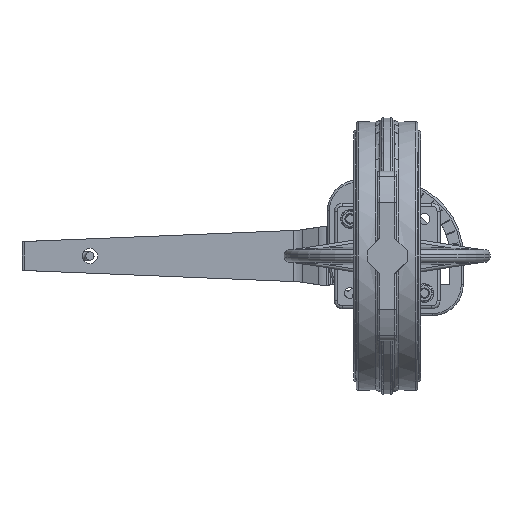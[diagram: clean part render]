
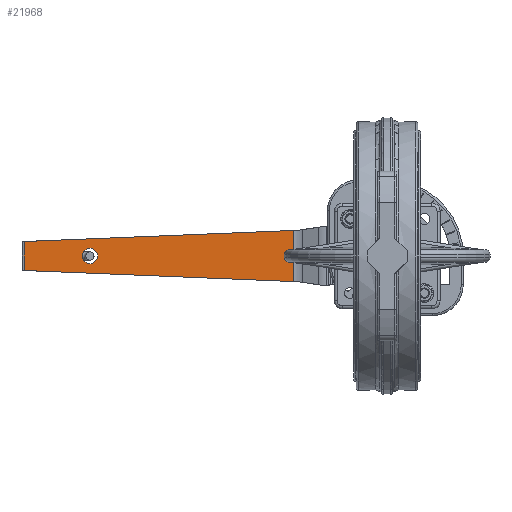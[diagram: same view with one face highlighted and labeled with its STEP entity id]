
A CAD part, front view. The second image highlights one B-rep face of the part: STEP entity #21968.
In plain terms, the highlighted planar face has unit normal (0, -1, 0).
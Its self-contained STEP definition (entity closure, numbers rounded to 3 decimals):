
#21755=CARTESIAN_POINT('',(-353.,263.5,-14.082));
#21756=VERTEX_POINT('',#21755);
#21757=CARTESIAN_POINT('',(-353.,263.5,14.082));
#21758=VERTEX_POINT('',#21757);
#21759=CARTESIAN_POINT('',(-353.,263.5,-14.082));
#21760=DIRECTION('',(0.0,0.0,1.0));
#21761=VECTOR('',#21760,28.164);
#21762=LINE('',#21759,#21761);
#21763=EDGE_CURVE('',#21756,#21758,#21762,.T.);
#21898=CARTESIAN_POINT('',(-90.765,263.5,24.825));
#21899=VERTEX_POINT('',#21898);
#21900=CARTESIAN_POINT('',(-90.765,263.5,24.825));
#21901=DIRECTION('',(-0.999,0.0,-0.041));
#21902=VECTOR('',#21901,262.455);
#21903=LINE('',#21900,#21902);
#21904=EDGE_CURVE('',#21899,#21758,#21903,.T.);
#21934=CARTESIAN_POINT('',(-86.5,263.5,-25.));
#21935=DIRECTION('',(0.0,-1.0,0.0));
#21936=DIRECTION('',(0.0,0.0,-1.0));
#21937=AXIS2_PLACEMENT_3D('',#21934,#21935,#21936);
#21938=PLANE('',#21937);
#21939=ORIENTED_EDGE('',*,*,#21763,.F.);
#21940=CARTESIAN_POINT('',(-90.765,263.5,-24.825));
#21941=VERTEX_POINT('',#21940);
#21942=CARTESIAN_POINT('',(-90.765,263.5,-24.825));
#21943=DIRECTION('',(-0.999,0.0,0.041));
#21944=VECTOR('',#21943,262.455);
#21945=LINE('',#21942,#21944);
#21946=EDGE_CURVE('',#21941,#21756,#21945,.T.);
#21947=ORIENTED_EDGE('',*,*,#21946,.F.);
#21948=CARTESIAN_POINT('',(-90.765,263.5,24.825));
#21949=DIRECTION('',(0.0,0.0,-1.0));
#21950=VECTOR('',#21949,49.651);
#21951=LINE('',#21948,#21950);
#21952=EDGE_CURVE('',#21899,#21941,#21951,.T.);
#21953=ORIENTED_EDGE('',*,*,#21952,.F.);
#21954=ORIENTED_EDGE('',*,*,#21904,.T.);
#21955=EDGE_LOOP('',(#21939,#21947,#21953,#21954));
#21956=FACE_OUTER_BOUND('',#21955,.T.);
#21957=CARTESIAN_POINT('',(-289.,263.5,-7.5));
#21958=VERTEX_POINT('',#21957);
#21959=CARTESIAN_POINT('',(-289.,263.5,0.));
#21960=DIRECTION('',(0.0,1.0,0.0));
#21961=DIRECTION('',(0.0,0.0,1.0));
#21962=AXIS2_PLACEMENT_3D('',#21959,#21960,#21961);
#21963=CIRCLE('',#21962,7.5);
#21964=EDGE_CURVE('',#21958,#21958,#21963,.T.);
#21965=ORIENTED_EDGE('',*,*,#21964,.T.);
#21966=EDGE_LOOP('',(#21965));
#21967=FACE_BOUND('',#21966,.T.);
#21968=ADVANCED_FACE('',(#21956,#21967),#21938,.T.);
